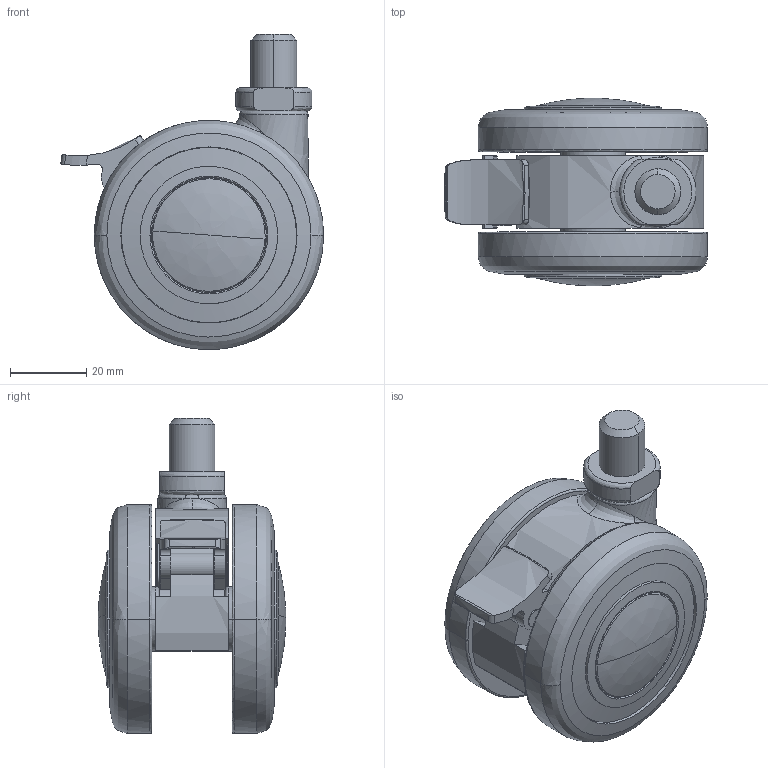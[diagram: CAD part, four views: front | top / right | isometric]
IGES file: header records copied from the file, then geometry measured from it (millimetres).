
Start section: ------------------------------------------------------------------------
Global section: file name: PC003.9704.TCA_TE60JNSP1.25_4489.igs; native system: spGate; preprocessor: ver18.9.1 (****-****-****-****); author: Unknown; organization: Unknown; date: 221109.091549; units: millimetre
Bounding box: 68.87 x 49.14 x 82.47 mm (x, y, z)
Volume: 85879.4 mm3; surface area: 33897.3 mm2
Topology: 5 solids, 5 shells, 260 faces, 667 edges, 435 vertices
Faces by surface type: bspline 260
